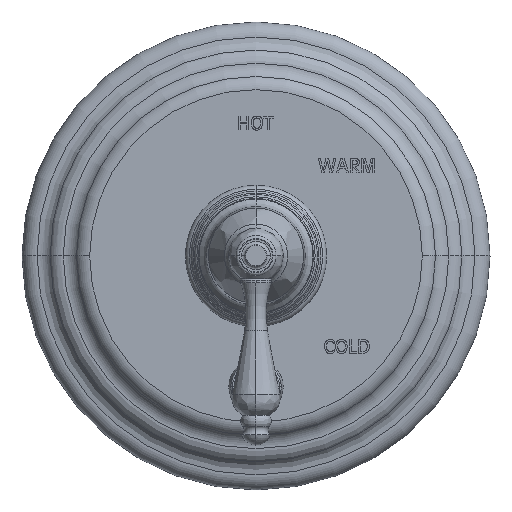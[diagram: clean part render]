
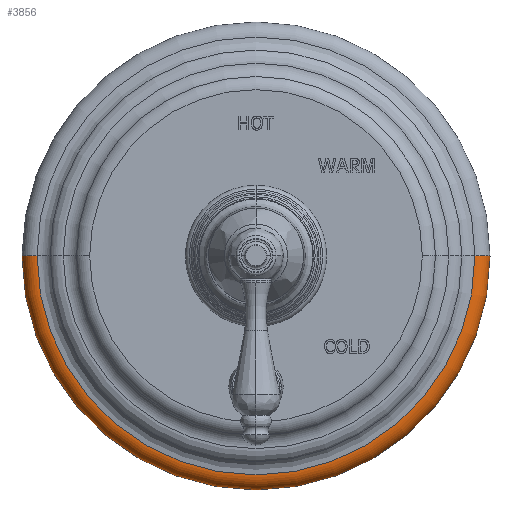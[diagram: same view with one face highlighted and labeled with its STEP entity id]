
A CAD part, top view. The second image highlights one B-rep face of the part: STEP entity #3856.
In plain terms, the highlighted toroidal (fillet/blend) face has major radius 92.075 mm and minor radius 6.35 mm.
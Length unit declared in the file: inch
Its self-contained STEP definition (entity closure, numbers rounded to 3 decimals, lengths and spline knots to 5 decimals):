
#2=CARTESIAN_POINT('',(0.,0.,0.));
#3=DIRECTION('',(0.,0.,-1.));
#4=DIRECTION('',(1.,0.,0.));
#5=AXIS2_PLACEMENT_3D('',#2,#3,#4);
#12=CARTESIAN_POINT('',(3.625,0.,0.));
#13=DIRECTION('',(0.,-1.,0.));
#14=DIRECTION('',(1.,0.,0.));
#15=AXIS2_PLACEMENT_3D('',#12,#13,#14);
#17=CARTESIAN_POINT('',(-3.625,0.,0.));
#18=DIRECTION('',(0.,1.,0.));
#19=DIRECTION('',(-1.,0.,0.));
#20=AXIS2_PLACEMENT_3D('',#17,#18,#19);
#37=CARTESIAN_POINT('',(0.,0.,0.25));
#38=DIRECTION('',(0.,0.,-1.));
#39=DIRECTION('',(1.,0.,0.));
#40=AXIS2_PLACEMENT_3D('',#37,#38,#39);
#3162=CARTESIAN_POINT('',(3.625,0.,0.25));
#3164=VERTEX_POINT('',#3162);
#3172=CARTESIAN_POINT('',(-3.625,0.,0.25));
#3174=VERTEX_POINT('',#3172);
#3634=CARTESIAN_POINT('',(3.875,0.,0.));
#3635=CARTESIAN_POINT('',(-3.875,0.,0.));
#3636=VERTEX_POINT('',#3634);
#3637=VERTEX_POINT('',#3635);
#3841=CARTESIAN_POINT('',(0.,0.,0.));
#3842=DIRECTION('',(0.,0.,-1.));
#3843=DIRECTION('',(-1.,0.,0.));
#3844=AXIS2_PLACEMENT_3D('',#3841,#3842,#3843);
#3845=TOROIDAL_SURFACE('',#3844,3.625,0.25);
#3847=ORIENTED_EDGE('',*,*,#3846,.T.);
#3849=ORIENTED_EDGE('',*,*,#3848,.T.);
#3851=ORIENTED_EDGE('',*,*,#3850,.F.);
#3853=ORIENTED_EDGE('',*,*,#3852,.F.);
#3854=EDGE_LOOP('',(#3847,#3849,#3851,#3853));
#3855=FACE_OUTER_BOUND('',#3854,.F.);
#3856=ADVANCED_FACE('',(#3855),#3845,.T.);
#6=CIRCLE('',#5,3.875);
#16=CIRCLE('',#15,0.25);
#21=CIRCLE('',#20,0.25);
#41=CIRCLE('',#40,3.625);
#3846=EDGE_CURVE('',#3636,#3637,#6,.T.);
#3848=EDGE_CURVE('',#3637,#3174,#21,.T.);
#3850=EDGE_CURVE('',#3164,#3174,#41,.T.);
#3852=EDGE_CURVE('',#3636,#3164,#16,.T.);
